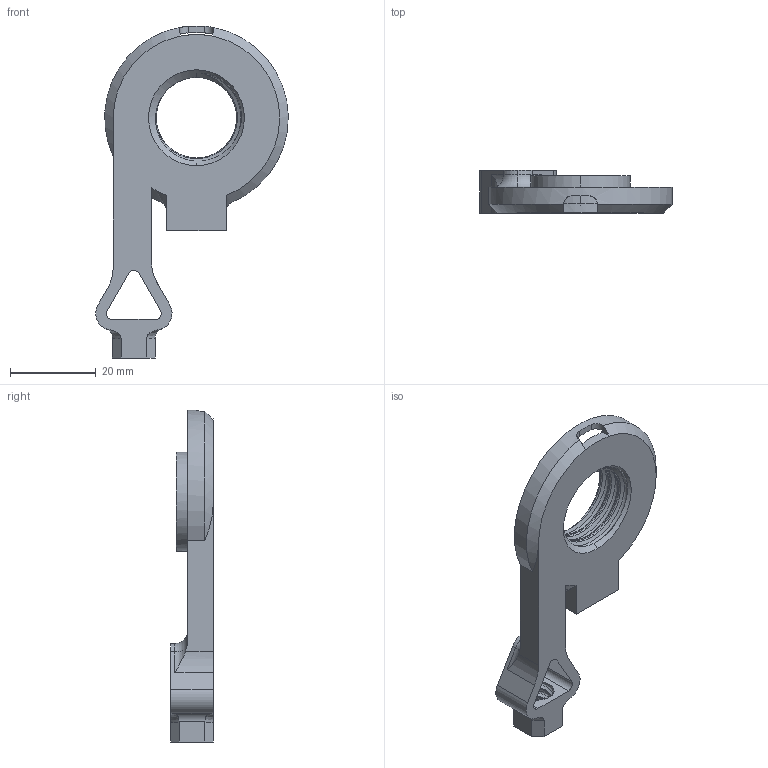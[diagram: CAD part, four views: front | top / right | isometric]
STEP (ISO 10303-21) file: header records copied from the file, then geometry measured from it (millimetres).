
FILE_DESCRIPTION(('FreeCAD Model'),'2;1');
FILE_NAME('LED_ring_holder.step','2019-06-13T07:43:17',( 'Author'),(''),'Open CASCADE STEP processor 7.3','FreeCAD','Unknown' );
FILE_SCHEMA(('AUTOMOTIVE_DESIGN { 1 0 10303 214 1 1 1 1 }'));
Products named in the file (1): LED_Ring_SM_2
Bounding box: 44.91 x 10 x 77.47 mm (x, y, z)
Volume: 5768.8 mm3; surface area: 6914.8 mm2
Topology: 1 solids, 1 shells, 112 faces, 325 edges, 214 vertices
Faces by surface type: plane 42, cylinder 39, cone 15, bspline 14, torus 2
Entity records: 34308 total; most frequent: CARTESIAN_POINT 28487, DIRECTION 881, ORIENTED_EDGE 650, PCURVE 650, DEFINITIONAL_REPRESENTATION 650, LINE 508, VECTOR 508, B_SPLINE_CURVE_WITH_KNOTS 328
